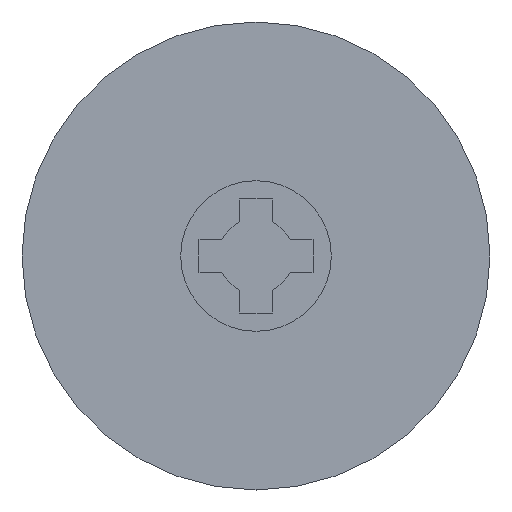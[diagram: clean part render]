
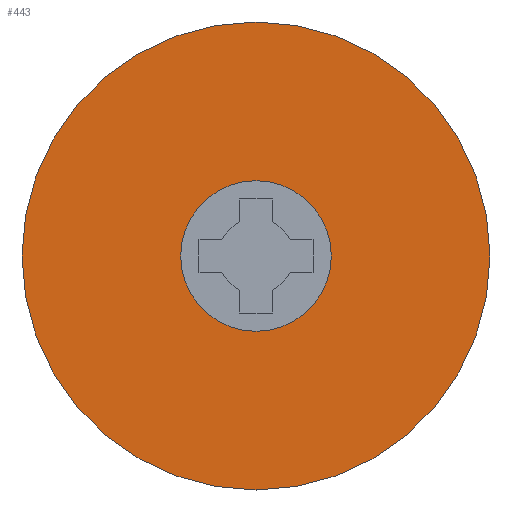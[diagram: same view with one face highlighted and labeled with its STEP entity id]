
A CAD part, front view. The second image highlights one B-rep face of the part: STEP entity #443.
In plain terms, the highlighted planar face has unit normal (0, -1, 0).
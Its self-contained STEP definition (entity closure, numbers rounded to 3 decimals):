
#12 = CARTESIAN_POINT ( 'NONE',  ( 0., 0., 0. ) ) ;
#38 = FACE_OUTER_BOUND ( 'NONE', #380, .T. ) ;
#42 = AXIS2_PLACEMENT_3D ( 'NONE', #412, #986, #909 ) ;
#62 = AXIS2_PLACEMENT_3D ( 'NONE', #630, #966, #846 ) ;
#96 = DIRECTION ( 'NONE',  ( 0., -1., 0. ) ) ;
#115 = CARTESIAN_POINT ( 'NONE',  ( 7., 0., 0. ) ) ;
#191 = DIRECTION ( 'NONE',  ( -1., 0., 0. ) ) ;
#193 = CARTESIAN_POINT ( 'NONE',  ( -21.75, 0., 0. ) ) ;
#203 = EDGE_LOOP ( 'NONE', ( #915, #519 ) ) ;
#206 = VERTEX_POINT ( 'NONE', #417 ) ;
#277 = VERTEX_POINT ( 'NONE', #344 ) ;
#306 = EDGE_CURVE ( 'NONE', #277, #357, #488, .T. ) ;
#344 = CARTESIAN_POINT ( 'NONE',  ( 21.75, 0., 0. ) ) ;
#346 = DIRECTION ( 'NONE',  ( 0., 1., 0. ) ) ;
#357 = VERTEX_POINT ( 'NONE', #193 ) ;
#372 = AXIS2_PLACEMENT_3D ( 'NONE', #12, #346, #191 ) ;
#380 = EDGE_LOOP ( 'NONE', ( #1001, #936 ) ) ;
#389 = CIRCLE ( 'NONE', #372, 21.75 ) ;
#412 = CARTESIAN_POINT ( 'NONE',  ( 0., 0., 0. ) ) ;
#417 = CARTESIAN_POINT ( 'NONE',  ( -7., 0., 0. ) ) ;
#443 = ADVANCED_FACE ( 'NONE', ( #774, #38 ), #691, .F. ) ;
#473 = CIRCLE ( 'NONE', #62, 7. ) ;
#488 = CIRCLE ( 'NONE', #42, 21.75 ) ;
#519 = ORIENTED_EDGE ( 'NONE', *, *, #685, .F. ) ;
#532 = DIRECTION ( 'NONE',  ( -1., 0., 0. ) ) ;
#614 = DIRECTION ( 'NONE',  ( 0., 1., 0. ) ) ;
#630 = CARTESIAN_POINT ( 'NONE',  ( 0., 0., 0. ) ) ;
#685 = EDGE_CURVE ( 'NONE', #843, #206, #814, .T. ) ;
#691 = PLANE ( 'NONE',  #938 ) ;
#739 = DIRECTION ( 'NONE',  ( 1., 0., 0. ) ) ;
#774 = FACE_BOUND ( 'NONE', #203, .T. ) ;
#809 = CARTESIAN_POINT ( 'NONE',  ( 0., 0., 0. ) ) ;
#814 = CIRCLE ( 'NONE', #919, 7. ) ;
#843 = VERTEX_POINT ( 'NONE', #115 ) ;
#846 = DIRECTION ( 'NONE',  ( 1., 0., 0. ) ) ;
#909 = DIRECTION ( 'NONE',  ( -1., 0., 0. ) ) ;
#915 = ORIENTED_EDGE ( 'NONE', *, *, #963, .F. ) ;
#919 = AXIS2_PLACEMENT_3D ( 'NONE', #809, #96, #739 ) ;
#936 = ORIENTED_EDGE ( 'NONE', *, *, #306, .F. ) ;
#938 = AXIS2_PLACEMENT_3D ( 'NONE', #1017, #614, #532 ) ;
#963 = EDGE_CURVE ( 'NONE', #206, #843, #473, .T. ) ;
#966 = DIRECTION ( 'NONE',  ( 0., -1., 0. ) ) ;
#986 = DIRECTION ( 'NONE',  ( 0., 1., 0. ) ) ;
#1001 = ORIENTED_EDGE ( 'NONE', *, *, #1004, .F. ) ;
#1004 = EDGE_CURVE ( 'NONE', #357, #277, #389, .T. ) ;
#1017 = CARTESIAN_POINT ( 'NONE',  ( 0., 0., 0. ) ) ;
